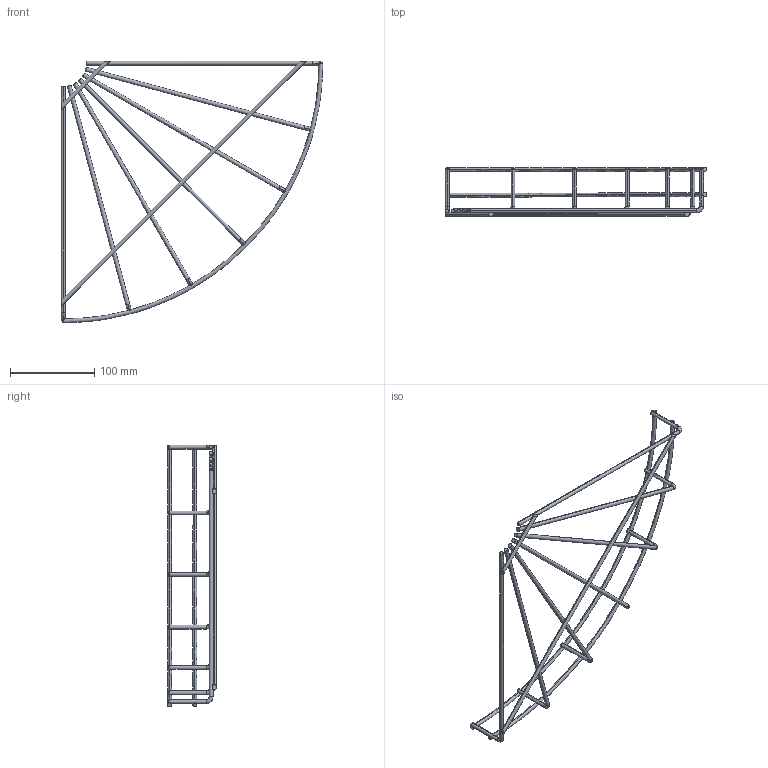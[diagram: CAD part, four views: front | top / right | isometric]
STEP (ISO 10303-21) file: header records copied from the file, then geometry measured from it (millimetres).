
FILE_DESCRIPTION (( 'STEP AP214' ), '1' );
FILE_NAME ('6001947.stp', '2016-08-23T06:48:24', ( '' ), ( '' ), 'SwSTEP 2.0', 'SolidWorks 2014', '' );
FILE_SCHEMA (( 'AUTOMOTIVE_DESIGN' ));
Length unit declared in the file: millimetre
Products named in the file (1): 6001947
Bounding box: 311.55 x 57.99 x 311.55 mm (x, y, z)
Volume: 64314.4 mm3; surface area: 54580.7 mm2
Topology: 1 solids, 1 shells, 80 faces, 258 edges, 176 vertices
Faces by surface type: cylinder 40, plane 22, torus 18
Entity records: 4460 total; most frequent: CARTESIAN_POINT 2211, ORIENTED_EDGE 516, DIRECTION 416, EDGE_CURVE 258, AXIS2_PLACEMENT_3D 183, VERTEX_POINT 176, EDGE_LOOP 112, CIRCLE 102
